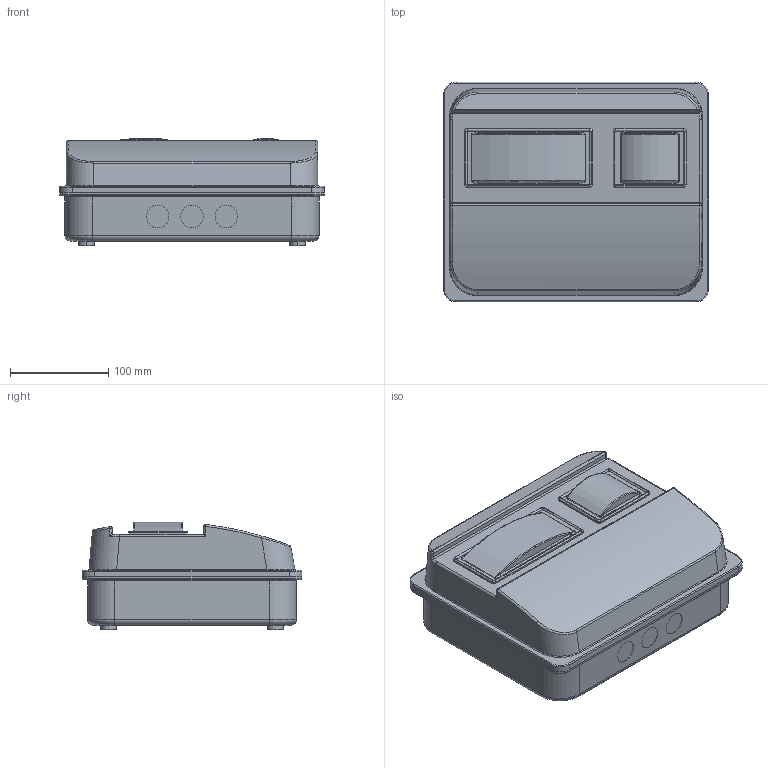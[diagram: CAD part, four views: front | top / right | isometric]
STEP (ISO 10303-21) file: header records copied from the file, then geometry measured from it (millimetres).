
FILE_DESCRIPTION (( 'STEP AP214' ), '1' );
FILE_NAME ('MSP103-1-55 Êîðïóñ ïëàñòèêîâûé ÙÓÐí-Ï 1_3 IP55.STEP', '2016-10-21T06:38:26', ( '' ), ( '' ), 'SwSTEP 2.0', 'SolidWorks 2014', '' );
FILE_SCHEMA (( 'AUTOMOTIVE_DESIGN' ));
Length unit declared in the file: millimetre
Products named in the file (1): MSP103-1-55 Êîðïóñ ïëàñòèêîâûé ÙÓÐí-Ï 1_3 IP55
Bounding box: 270 x 224 x 110 mm (x, y, z)
Volume: 516159.6 mm3; surface area: 438037.8 mm2
Topology: 3 solids, 3 shells, 430 faces, 995 edges, 613 vertices
Faces by surface type: cylinder 205, plane 147, torus 38, bspline 34, sphere 6
Entity records: 14408 total; most frequent: CARTESIAN_POINT 4561, DIRECTION 2156, ORIENTED_EDGE 1966, EDGE_CURVE 983, AXIS2_PLACEMENT_3D 848, VERTEX_POINT 613, EDGE_LOOP 488, LINE 460
